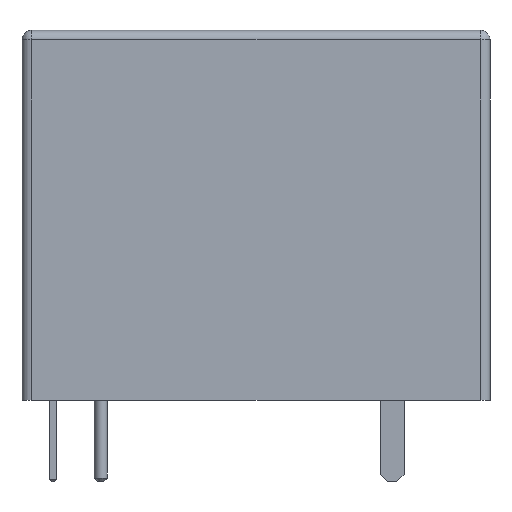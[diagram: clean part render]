
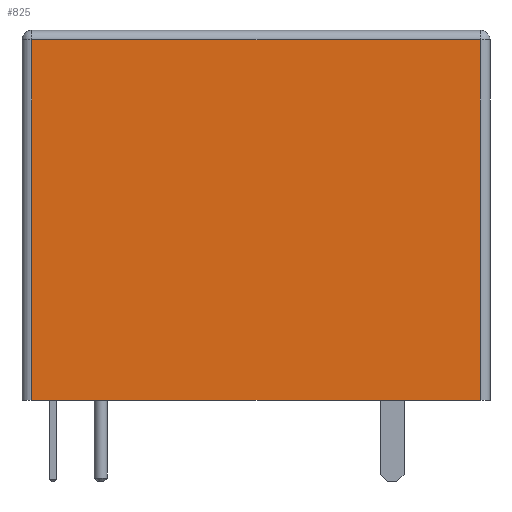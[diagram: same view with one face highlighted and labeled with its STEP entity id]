
A CAD part, front view. The second image highlights one B-rep face of the part: STEP entity #825.
In plain terms, the highlighted planar face has unit normal (0, -1, 0).
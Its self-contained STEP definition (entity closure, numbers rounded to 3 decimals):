
#537 = EDGE_CURVE('',#538,#540,#542,.T.);
#538 = VERTEX_POINT('',#539);
#539 = CARTESIAN_POINT('',(17.9,-7.7,0.));
#540 = VERTEX_POINT('',#541);
#541 = CARTESIAN_POINT('',(-0.9,-7.7,0.));
#542 = LINE('',#543,#544);
#543 = CARTESIAN_POINT('',(18.3,-7.7,0.));
#544 = VECTOR('',#545,1.);
#545 = DIRECTION('',(-1.,0.,0.));
#825 = ADVANCED_FACE('',(#826),#851,.T.);
#826 = FACE_BOUND('',#827,.T.);
#827 = EDGE_LOOP('',(#828,#829,#837,#845));
#828 = ORIENTED_EDGE('',*,*,#537,.F.);
#829 = ORIENTED_EDGE('',*,*,#830,.T.);
#830 = EDGE_CURVE('',#538,#831,#833,.T.);
#831 = VERTEX_POINT('',#832);
#832 = CARTESIAN_POINT('',(17.9,-7.7,15.1));
#833 = LINE('',#834,#835);
#834 = CARTESIAN_POINT('',(17.9,-7.7,0.));
#835 = VECTOR('',#836,1.);
#836 = DIRECTION('',(0.,0.,1.));
#837 = ORIENTED_EDGE('',*,*,#838,.T.);
#838 = EDGE_CURVE('',#831,#839,#841,.T.);
#839 = VERTEX_POINT('',#840);
#840 = CARTESIAN_POINT('',(-0.9,-7.7,15.1));
#841 = LINE('',#842,#843);
#842 = CARTESIAN_POINT('',(18.3,-7.7,15.1));
#843 = VECTOR('',#844,1.);
#844 = DIRECTION('',(-1.,0.,0.));
#845 = ORIENTED_EDGE('',*,*,#846,.F.);
#846 = EDGE_CURVE('',#540,#839,#847,.T.);
#847 = LINE('',#848,#849);
#848 = CARTESIAN_POINT('',(-0.9,-7.7,0.));
#849 = VECTOR('',#850,1.);
#850 = DIRECTION('',(0.,0.,1.));
#851 = PLANE('',#852);
#852 = AXIS2_PLACEMENT_3D('',#853,#854,#855);
#853 = CARTESIAN_POINT('',(18.3,-7.7,0.));
#854 = DIRECTION('',(0.,-1.,0.));
#855 = DIRECTION('',(-1.,0.,0.));
